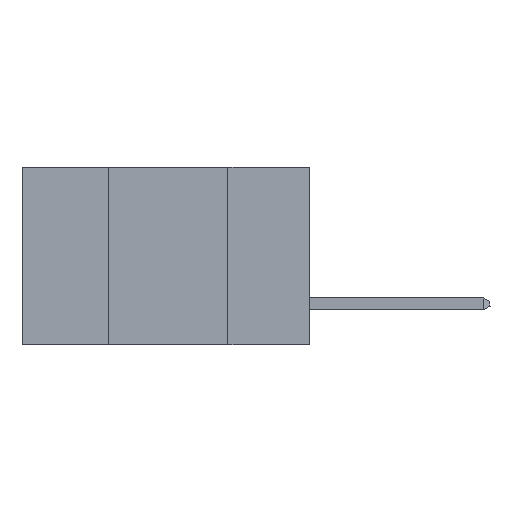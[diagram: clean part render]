
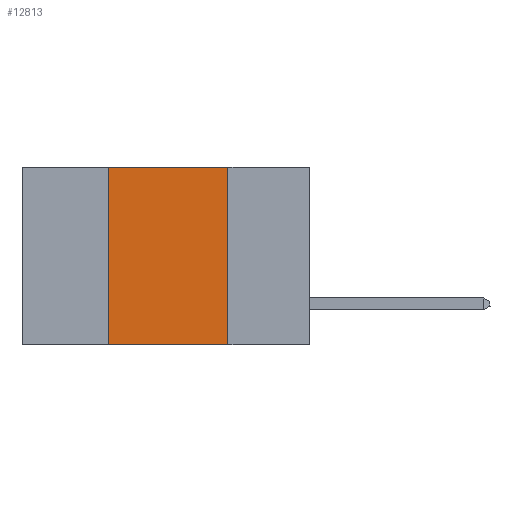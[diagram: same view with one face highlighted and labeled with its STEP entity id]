
A CAD part, left-side view. The second image highlights one B-rep face of the part: STEP entity #12813.
In plain terms, the highlighted planar face has unit normal (-1, 0, 0).
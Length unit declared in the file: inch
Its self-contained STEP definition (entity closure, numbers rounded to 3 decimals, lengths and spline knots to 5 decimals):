
#422 = CARTESIAN_POINT ( 'NONE',  ( 0., 0.6, 0. ) ) ;
#487 = DIRECTION ( 'NONE',  ( 1., 0., 0. ) ) ;
#839 = CARTESIAN_POINT ( 'NONE',  ( 0., 0.42, 0. ) ) ;
#977 = CARTESIAN_POINT ( 'NONE',  ( 0., 0.17, 0. ) ) ;
#1594 = LINE ( 'NONE', #3952, #2423 ) ;
#2220 = VERTEX_POINT ( 'NONE', #12564 ) ;
#2423 = VECTOR ( 'NONE', #11285, 39.37008 ) ;
#3124 = CARTESIAN_POINT ( 'NONE',  ( 0., 0.6, -0.37 ) ) ;
#3416 = VERTEX_POINT ( 'NONE', #12488 ) ;
#3952 = CARTESIAN_POINT ( 'NONE',  ( 0., 0.17, 0. ) ) ;
#4141 = DIRECTION ( 'NONE',  ( 0., 0., 1. ) ) ;
#4743 = PLANE ( 'NONE',  #8613 ) ;
#5035 = ORIENTED_EDGE ( 'NONE', *, *, #7774, .F. ) ;
#5198 = LINE ( 'NONE', #422, #9329 ) ;
#5857 = VECTOR ( 'NONE', #4141, 39.37008 ) ;
#5915 = EDGE_CURVE ( 'NONE', #7046, #10702, #1594, .T. ) ;
#6391 = DIRECTION ( 'NONE',  ( 0., -1., 0. ) ) ;
#7046 = VERTEX_POINT ( 'NONE', #977 ) ;
#7457 = CARTESIAN_POINT ( 'NONE',  ( 0., 0.17, -0.37 ) ) ;
#7774 = EDGE_CURVE ( 'NONE', #3416, #7046, #5198, .T. ) ;
#7814 = ORIENTED_EDGE ( 'NONE', *, *, #11092, .F. ) ;
#7863 = LINE ( 'NONE', #3124, #9990 ) ;
#7900 = EDGE_LOOP ( 'NONE', ( #12642, #5035, #7814, #10736 ) ) ;
#8613 = AXIS2_PLACEMENT_3D ( 'NONE', #10072, #487, #11149 ) ;
#9311 = LINE ( 'NONE', #839, #5857 ) ;
#9329 = VECTOR ( 'NONE', #13307, 39.37008 ) ;
#9990 = VECTOR ( 'NONE', #6391, 39.37008 ) ;
#10072 = CARTESIAN_POINT ( 'NONE',  ( 0., 0.6, 0. ) ) ;
#10702 = VERTEX_POINT ( 'NONE', #7457 ) ;
#10736 = ORIENTED_EDGE ( 'NONE', *, *, #11234, .T. ) ;
#11092 = EDGE_CURVE ( 'NONE', #2220, #3416, #9311, .T. ) ;
#11149 = DIRECTION ( 'NONE',  ( 0., 0., -1. ) ) ;
#11234 = EDGE_CURVE ( 'NONE', #2220, #10702, #7863, .T. ) ;
#11285 = DIRECTION ( 'NONE',  ( 0., 0., -1. ) ) ;
#12488 = CARTESIAN_POINT ( 'NONE',  ( 0., 0.42, 0. ) ) ;
#12564 = CARTESIAN_POINT ( 'NONE',  ( 0., 0.42, -0.37 ) ) ;
#12642 = ORIENTED_EDGE ( 'NONE', *, *, #5915, .F. ) ;
#12738 = FACE_OUTER_BOUND ( 'NONE', #7900, .T. ) ;
#12813 = ADVANCED_FACE ( 'NONE', ( #12738 ), #4743, .F. ) ;
#13307 = DIRECTION ( 'NONE',  ( 0., -1., 0. ) ) ;
